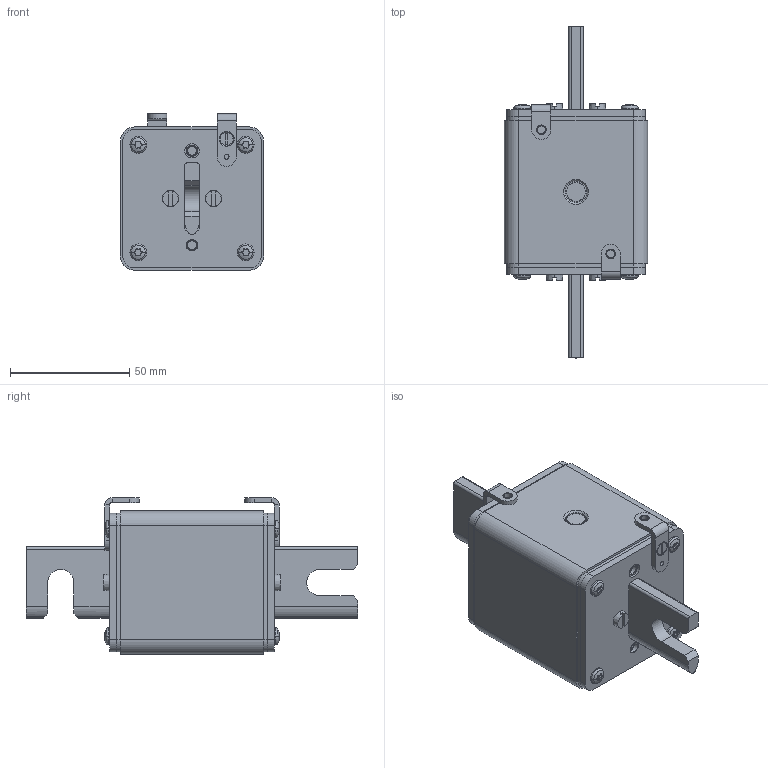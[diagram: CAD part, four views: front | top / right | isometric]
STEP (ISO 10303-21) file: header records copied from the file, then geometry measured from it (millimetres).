
FILE_DESCRIPTION((''),'2;1');
FILE_NAME('004724255_ASM','2021-12-10T',('said.beganovic'),('Audax d.o.o.'),'CREO PARAMETRIC BY PTC INC, 2017020','CREO PARAMETRIC BY PTC INC, 2017020','');
FILE_SCHEMA(('AUTOMOTIVE_DESIGN { 1 0 10303 214 1 1 1 1 }'));
Length unit declared in the file: millimetre
Products named in the file (16): 0000031924; 0000030743; 0000017639_AF0; 0000018139_AF1; 0000017641_ASM; 0000017639_AF3; 0000043840_AF1; 0000043842_ASM; 0000064274; 0000011599; 0000037876; 0000043213; 0000037877; 0000037871; 0000037881; 004724255_ASM
Assembly tree (32 placements, depth 3):
  004724255_ASM
    0000031924
    0000030743  x2
    0000017641_ASM
      0000017639_AF0
      0000018139_AF1
    0000043842_ASM
      0000017639_AF3
      0000043840_AF1
    0000064274  x2
    0000011599  x4
    0000037876  x4
    0000043213  x8
    0000037877
    0000037871  x2
    0000037881  x2
Bounding box: 60 x 139 x 65.5 mm (x, y, z)
Volume: 261181.3 mm3; surface area: 67700.7 mm2
Topology: 30 solids, 52 shells, 1133 faces, 2916 edges, 1862 vertices
Faces by surface type: cylinder 580, plane 249, bspline 136, cone 76, torus 76, sphere 16
Entity records: 28653 total; most frequent: CARTESIAN_POINT 6480, DIRECTION 2546, ORIENTED_EDGE 2284, PRESENTATION_STYLE_ASSIGNMENT 1617, STYLED_ITEM 1566, CURVE_STYLE 1174, EDGE_CURVE 1174, AXIS2_PLACEMENT_3D 986
